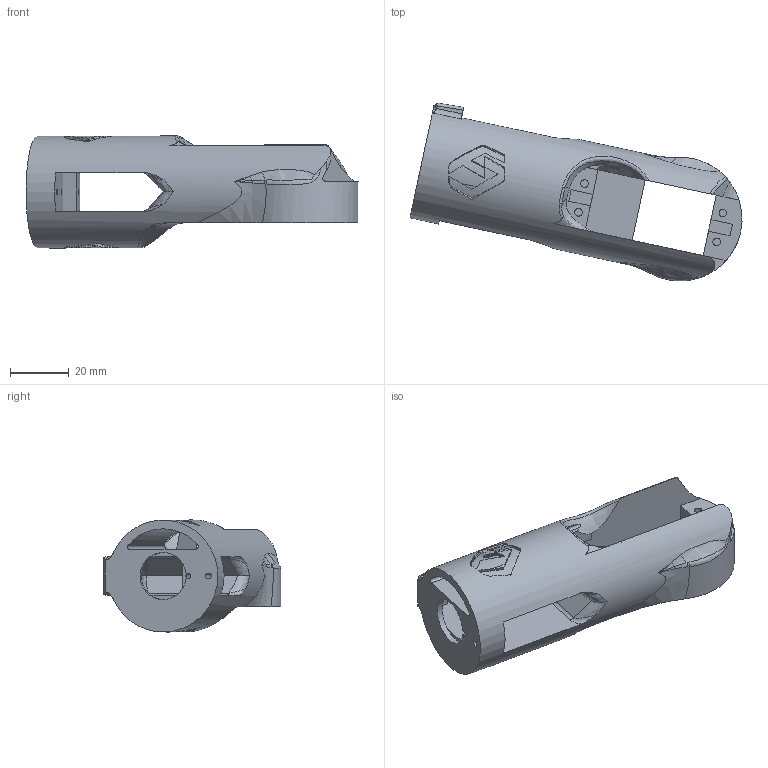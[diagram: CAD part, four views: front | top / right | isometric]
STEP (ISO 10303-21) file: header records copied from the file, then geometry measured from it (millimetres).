
FILE_DESCRIPTION(/* description */ (''),/* implementation_level */ '2;1');
FILE_NAME(/* name */ 'Brazo.step',/* time_stamp */ '2024-04-02T11:33:22-05:00',/* author */ (''),/* organization */ (''),/* preprocessor_version */ 'ST-DEVELOPER v20',/* originating_system */ 'Autodesk Translation Framework v12.20.1.177',/* authorisation */ '');
FILE_SCHEMA (('AUTOMOTIVE_DESIGN { 1 0 10303 214 3 1 1 }'));
Length unit declared in the file: millimetre
Products named in the file (1): Brazo
Bounding box: 112.68 x 60.35 x 38.02 mm (x, y, z)
Volume: 52534.6 mm3; surface area: 22569 mm2
Topology: 1 solids, 1 shells, 616 faces, 1836 edges, 1218 vertices
Faces by surface type: bspline 527, plane 55, cylinder 34
Full cylindrical faces by diameter (mm): 2 x3, 2.6 x4, 38 x1
Entity records: 29332 total; most frequent: CARTESIAN_POINT 16409, ORIENTED_EDGE 3662, EDGE_CURVE 1831, VERTEX_POINT 1218, B_SPLINE_CURVE_WITH_KNOTS 1090, DIRECTION 1012, LINE 650, VECTOR 650
